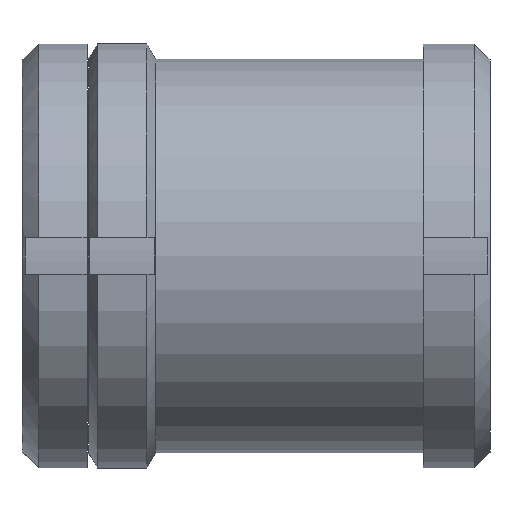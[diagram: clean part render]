
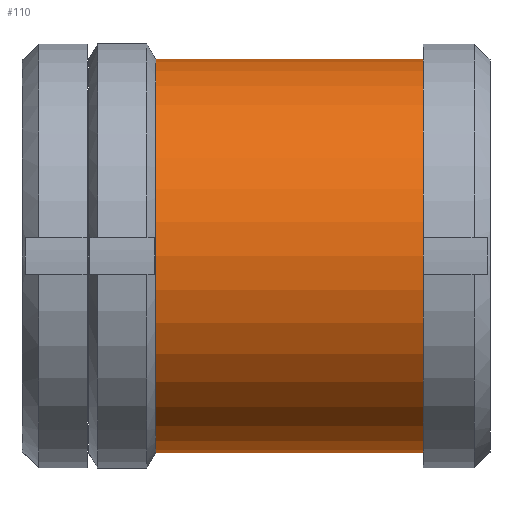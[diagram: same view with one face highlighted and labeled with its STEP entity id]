
A CAD part, left-side view. The second image highlights one B-rep face of the part: STEP entity #110.
In plain terms, the highlighted cylindrical face has radius 32.376 mm (diameter 64.752 mm), a full revolution.
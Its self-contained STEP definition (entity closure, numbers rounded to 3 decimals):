
#110 = ADVANCED_FACE( '', ( #278, #279 ), #280, .T. );
#278 = FACE_OUTER_BOUND( '', #517, .T. );
#279 = FACE_OUTER_BOUND( '', #518, .T. );
#280 = CYLINDRICAL_SURFACE( '', #519, 32.376 );
#517 = EDGE_LOOP( '', ( #811 ) );
#518 = EDGE_LOOP( '', ( #812 ) );
#519 = AXIS2_PLACEMENT_3D( '', #813, #814, #815 );
#811 = ORIENTED_EDGE( '', *, *, #1389, .T. );
#812 = ORIENTED_EDGE( '', *, *, #1390, .F. );
#813 = CARTESIAN_POINT( '', ( 0., 0., 0. ) );
#814 = DIRECTION( '', ( 0., 1., 0. ) );
#815 = DIRECTION( '', ( 0., 0., -1. ) );
#1389 = EDGE_CURVE( '', #1670, #1670, #1671, .T. );
#1390 = EDGE_CURVE( '', #1672, #1672, #1673, .T. );
#1670 = VERTEX_POINT( '', #2131 );
#1671 = CIRCLE( '', #2132, 32.376 );
#1672 = VERTEX_POINT( '', #2133 );
#1673 = CIRCLE( '', #2134, 32.376 );
#2131 = CARTESIAN_POINT( '', ( 0., 55.01, -32.376 ) );
#2132 = AXIS2_PLACEMENT_3D( '', #2596, #2597, #2598 );
#2133 = CARTESIAN_POINT( '', ( 0., 11., -32.376 ) );
#2134 = AXIS2_PLACEMENT_3D( '', #2599, #2600, #2601 );
#2596 = CARTESIAN_POINT( '', ( 0., 55.01, 0. ) );
#2597 = DIRECTION( '', ( 0., -1., 0. ) );
#2598 = DIRECTION( '', ( 0., 0., -1. ) );
#2599 = CARTESIAN_POINT( '', ( 0., 11., 0. ) );
#2600 = DIRECTION( '', ( 0., -1., 0. ) );
#2601 = DIRECTION( '', ( 0., 0., -1. ) );
